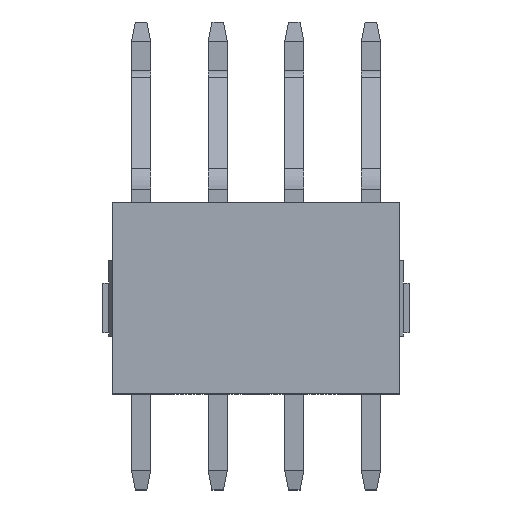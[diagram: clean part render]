
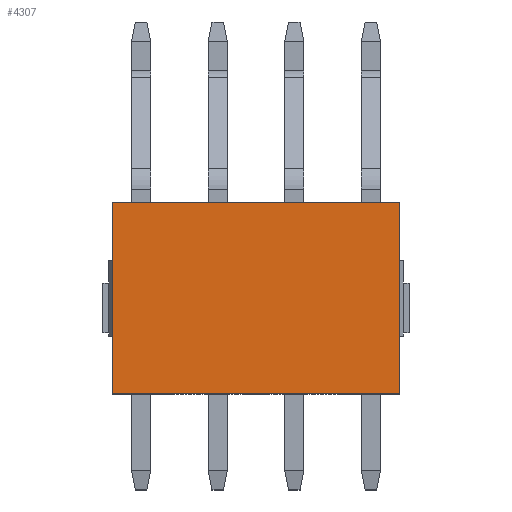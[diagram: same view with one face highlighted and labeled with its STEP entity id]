
A CAD part, top view. The second image highlights one B-rep face of the part: STEP entity #4307.
In plain terms, the highlighted planar face has unit normal (0, 0, 1).
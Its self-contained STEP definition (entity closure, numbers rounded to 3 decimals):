
#1204=ORIENTED_EDGE('',*,*,#1912,.T.);
#1205=ORIENTED_EDGE('',*,*,#1913,.F.);
#1206=ORIENTED_EDGE('',*,*,#1914,.F.);
#1207=ORIENTED_EDGE('',*,*,#1909,.T.);
#1909=EDGE_CURVE('',#2298,#2297,#2809,.T.);
#1912=EDGE_CURVE('',#2297,#2300,#2812,.T.);
#1913=EDGE_CURVE('',#2301,#2300,#2813,.T.);
#1914=EDGE_CURVE('',#2298,#2301,#2814,.T.);
#2297=VERTEX_POINT('',#6979);
#2298=VERTEX_POINT('',#6981);
#2300=VERTEX_POINT('',#6987);
#2301=VERTEX_POINT('',#6989);
#2809=LINE('',#6980,#3341);
#2812=LINE('',#6986,#3344);
#2813=LINE('',#6988,#3345);
#2814=LINE('',#6990,#3346);
#3341=VECTOR('',#5763,1000.);
#3344=VECTOR('',#5768,1000.);
#3345=VECTOR('',#5769,1000.);
#3346=VECTOR('',#5770,1000.);
#3611=EDGE_LOOP('',(#1204,#1205,#1206,#1207));
#3867=FACE_BOUND('',#3611,.T.);
#4071=PLANE('',#4660);
#4307=ADVANCED_FACE('',(#3867),#4071,.F.);
#4660=AXIS2_PLACEMENT_3D('',#6985,#5766,#5767);
#5763=DIRECTION('',(0.,1.,0.));
#5766=DIRECTION('',(0.,0.,-1.));
#5767=DIRECTION('',(-1.,0.,0.));
#5768=DIRECTION('',(-1.,0.,0.));
#5769=DIRECTION('',(0.,1.,0.));
#5770=DIRECTION('',(-1.,0.,0.));
#6979=CARTESIAN_POINT('',(3.75,2.5,1.5));
#6980=CARTESIAN_POINT('',(3.75,-2.5,1.5));
#6981=CARTESIAN_POINT('',(3.75,-2.5,1.5));
#6985=CARTESIAN_POINT('',(3.75,-2.5,1.5));
#6986=CARTESIAN_POINT('',(3.75,2.5,1.5));
#6987=CARTESIAN_POINT('',(-3.75,2.5,1.5));
#6988=CARTESIAN_POINT('',(-3.75,-2.5,1.5));
#6989=CARTESIAN_POINT('',(-3.75,-2.5,1.5));
#6990=CARTESIAN_POINT('',(3.75,-2.5,1.5));
